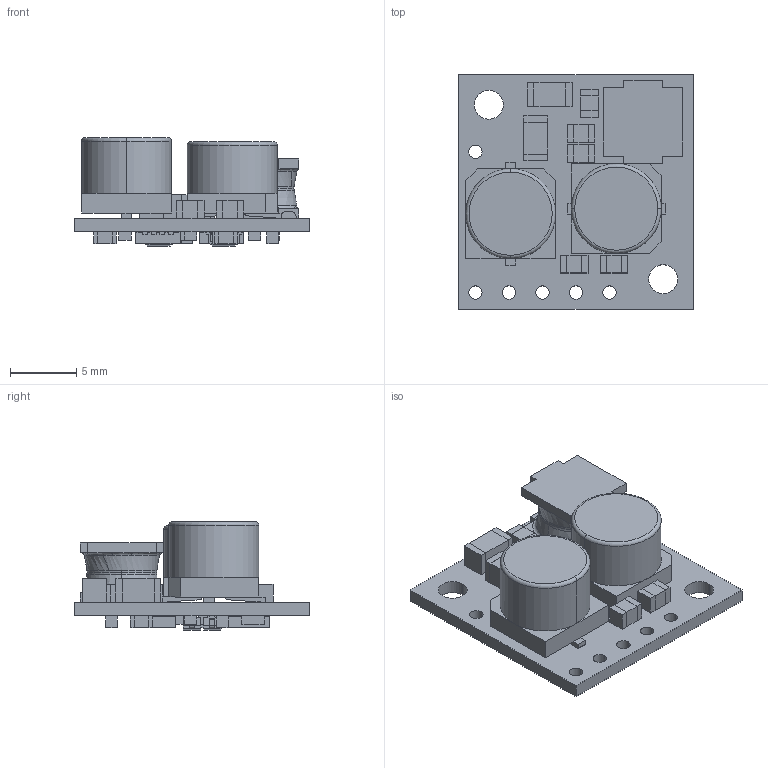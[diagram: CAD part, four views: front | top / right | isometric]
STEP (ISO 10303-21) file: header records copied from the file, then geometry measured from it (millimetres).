
FILE_DESCRIPTION (( 'STEP AP214' ), '1' );
FILE_NAME ('2nd_last_DmMc_D24V22F5_type6.STEP', '2022-11-28T03:31:08', ( '' ), ( '' ), 'SwSTEP 2.0', 'SolidWorks 2022', '' );
FILE_SCHEMA (( 'AUTOMOTIVE_DESIGN' ));
Length unit declared in the file: millimetre
Products named in the file (1): 2nd_last_DmMc_D24V22F5_type6
Bounding box: 17.78 x 17.78 x 8.22 mm (x, y, z)
Volume: 944.7 mm3; surface area: 1496.6 mm2
Topology: 1 solids, 1 shells, 1012 faces, 2738 edges, 1776 vertices
Faces by surface type: plane 782, bspline 166, cylinder 50, torus 12, cone 2
Entity records: 37108 total; most frequent: CARTESIAN_POINT 12625, ORIENTED_EDGE 5476, DIRECTION 4238, EDGE_CURVE 2738, LINE 2244, VECTOR 2244, VERTEX_POINT 1776, EDGE_LOOP 1110
